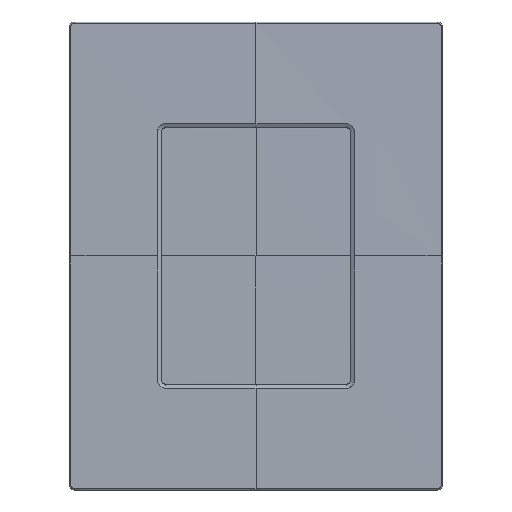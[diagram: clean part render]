
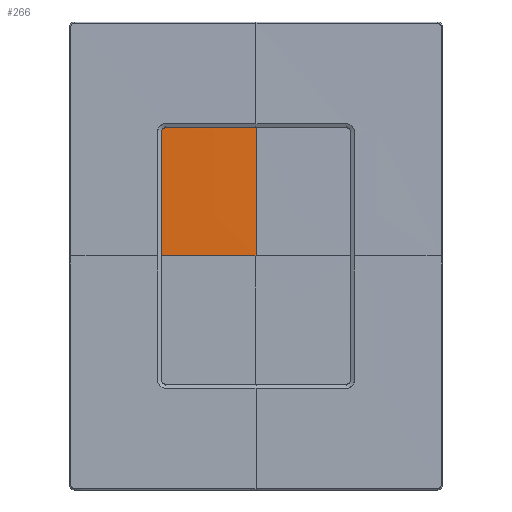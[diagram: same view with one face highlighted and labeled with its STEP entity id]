
A CAD part, top view. The second image highlights one B-rep face of the part: STEP entity #266.
In plain terms, the highlighted free-form (B-spline) face has degree [5, 5] with [10, 8] control points.
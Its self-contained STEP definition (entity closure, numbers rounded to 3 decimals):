
#266=ADVANCED_FACE('extract',(#337),#1845,.T.);
#337=FACE_OUTER_BOUND('',#1166,.T.);
#681=ORIENTED_EDGE('',*,*,#877,.T.);
#682=ORIENTED_EDGE('',*,*,#863,.F.);
#683=ORIENTED_EDGE('',*,*,#858,.T.);
#684=ORIENTED_EDGE('',*,*,#862,.T.);
#685=ORIENTED_EDGE('',*,*,#878,.F.);
#858=EDGE_CURVE('158',#1085,#1084,#968,.T.);
#862=EDGE_CURVE('162',#1084,#1087,#970,.T.);
#863=EDGE_CURVE('163',#1085,#1088,#971,.T.);
#877=EDGE_CURVE('177',#1096,#1088,#980,.T.);
#878=EDGE_CURVE('178',#1096,#1087,#981,.T.);
#968=B_SPLINE_CURVE_WITH_KNOTS('',3,(#2900,#2901,#2902,#2903,#2904,#2905,#2906,#2907,#2908,#2909,#2910,#2911,#2912,#2898),.UNSPECIFIED.,.F.,.U.,(4,1,1,1,1,1,1,1,1,1,1,4),(0.,0.068,0.137,0.207,0.277,0.35,0.424,0.5,0.65,0.812,0.907,1.),.UNSPECIFIED.);
#970=B_SPLINE_CURVE_WITH_KNOTS('',3,(#2898,#2918,#2919,#2915),.UNSPECIFIED.,.F.,.U.,(4,4),(0.,1.),.UNSPECIFIED.);
#971=B_SPLINE_CURVE_WITH_KNOTS('',2,(#2899,#2922,#2923,#2924,#2921),.UNSPECIFIED.,.F.,.U.,(3,2,3),(0.,0.5,1.),.UNSPECIFIED.);
#980=B_SPLINE_CURVE_WITH_KNOTS('',3,(#3064,#3065,#3066,#3067,#3068,#2921),.UNSPECIFIED.,.F.,.U.,(4,2,4),(0.,0.5,1.),.UNSPECIFIED.);
#981=B_SPLINE_CURVE_WITH_KNOTS('',3,(#3064,#3069,#3070,#3071,#3072,#2915),.UNSPECIFIED.,.F.,.U.,(4,2,4),(0.,0.5,1.),.UNSPECIFIED.);
#1084=VERTEX_POINT('101',#2898);
#1085=VERTEX_POINT('102',#2899);
#1087=VERTEX_POINT('104',#2915);
#1088=VERTEX_POINT('105',#2921);
#1096=VERTEX_POINT('113',#3064);
#1166=EDGE_LOOP('',(#681,#682,#683,#684,#685));
#1845=B_SPLINE_SURFACE_WITH_KNOTS('',5,5,((#2984,#2985,#2986,#2987,#2988,#2989,#2990,#2991),(#2992,#2993,#2994,#2995,#2996,#2997,#2998,#2999),(#3000,#3001,#3002,#3003,#3004,#3005,#3006,#3007),(#3008,#3009,#3010,#3011,#3012,#3013,#3014,#3015),(#3016,#3017,#3018,#3019,#3020,#3021,#3022,#3023),(#3024,#3025,#3026,#3027,#3028,#3029,#3030,#3031),(#3032,#3033,#3034,#3035,#3036,#3037,#3038,#3039),(#3040,#3041,#3042,#3043,#3044,#3045,#3046,#3047),(#3048,#3049,#3050,#3051,#3052,#3053,#3054,#3055),(#3056,#3057,#3058,#3059,#3060,#3061,#3062,#3063)),.UNSPECIFIED.,.F.,.F.,.U.,(6,2,2,6),(6,2,6),(0.,0.014,0.679,1.),(0.,0.552,1.),.UNSPECIFIED.);
#2898=CARTESIAN_POINT('',(-40.5,53.5,5.65));
#2899=CARTESIAN_POINT('',(-39.,55.,5.651));
#2900=CARTESIAN_POINT('',(-39.,55.,5.651));
#2901=CARTESIAN_POINT('',(-39.054,54.998,5.651));
#2902=CARTESIAN_POINT('',(-39.161,54.995,5.65));
#2903=CARTESIAN_POINT('',(-39.321,54.967,5.65));
#2904=CARTESIAN_POINT('',(-39.48,54.923,5.649));
#2905=CARTESIAN_POINT('',(-39.635,54.861,5.649));
#2906=CARTESIAN_POINT('',(-39.785,54.781,5.649));
#2907=CARTESIAN_POINT('',(-39.929,54.682,5.649));
#2908=CARTESIAN_POINT('',(-40.106,54.525,5.648));
#2909=CARTESIAN_POINT('',(-40.295,54.283,5.648));
#2910=CARTESIAN_POINT('',(-40.427,53.989,5.649));
#2911=CARTESIAN_POINT('',(-40.489,53.72,5.649));
#2912=CARTESIAN_POINT('',(-40.496,53.573,5.65));
#2915=CARTESIAN_POINT('',(-40.5,0.,5.719));
#2918=CARTESIAN_POINT('',(-40.5,35.667,5.694));
#2919=CARTESIAN_POINT('',(-40.5,17.833,5.719));
#2921=CARTESIAN_POINT('',(0.,55.,5.722));
#2922=CARTESIAN_POINT('',(-28.164,55.,5.684));
#2923=CARTESIAN_POINT('',(-19.5,55.,5.701));
#2924=CARTESIAN_POINT('',(-9.099,55.,5.722));
#2984=CARTESIAN_POINT('',(-40.743,55.338,5.644));
#2985=CARTESIAN_POINT('',(-36.219,55.337,5.659));
#2986=CARTESIAN_POINT('',(-31.696,55.336,5.672));
#2987=CARTESIAN_POINT('',(-23.496,55.335,5.694));
#2988=CARTESIAN_POINT('',(-15.297,55.333,5.71));
#2989=CARTESIAN_POINT('',(-7.097,55.331,5.721));
#2990=CARTESIAN_POINT('',(-3.422,55.331,5.721));
#2991=CARTESIAN_POINT('',(0.254,55.33,5.721));
#2992=CARTESIAN_POINT('',(-40.743,55.182,5.645));
#2993=CARTESIAN_POINT('',(-36.219,55.181,5.659));
#2994=CARTESIAN_POINT('',(-31.696,55.18,5.673));
#2995=CARTESIAN_POINT('',(-23.496,55.178,5.694));
#2996=CARTESIAN_POINT('',(-15.297,55.177,5.711));
#2997=CARTESIAN_POINT('',(-7.097,55.175,5.721));
#2998=CARTESIAN_POINT('',(-3.422,55.174,5.721));
#2999=CARTESIAN_POINT('',(0.254,55.174,5.722));
#3000=CARTESIAN_POINT('',(-40.743,55.026,5.645));
#3001=CARTESIAN_POINT('',(-36.219,55.025,5.66));
#3002=CARTESIAN_POINT('',(-31.696,55.024,5.673));
#3003=CARTESIAN_POINT('',(-23.496,55.022,5.695));
#3004=CARTESIAN_POINT('',(-15.297,55.02,5.711));
#3005=CARTESIAN_POINT('',(-7.097,55.019,5.722));
#3006=CARTESIAN_POINT('',(-3.422,55.018,5.722));
#3007=CARTESIAN_POINT('',(0.254,55.017,5.722));
#3008=CARTESIAN_POINT('',(-40.744,47.467,5.664));
#3009=CARTESIAN_POINT('',(-36.221,47.466,5.68));
#3010=CARTESIAN_POINT('',(-31.697,47.465,5.695));
#3011=CARTESIAN_POINT('',(-23.498,47.463,5.719));
#3012=CARTESIAN_POINT('',(-15.298,47.462,5.736));
#3013=CARTESIAN_POINT('',(-7.099,47.46,5.748));
#3014=CARTESIAN_POINT('',(-3.423,47.459,5.748));
#3015=CARTESIAN_POINT('',(0.253,47.459,5.748));
#3016=CARTESIAN_POINT('',(-40.746,39.908,5.68));
#3017=CARTESIAN_POINT('',(-36.222,39.907,5.698));
#3018=CARTESIAN_POINT('',(-31.699,39.906,5.713));
#3019=CARTESIAN_POINT('',(-23.499,39.905,5.739));
#3020=CARTESIAN_POINT('',(-15.3,39.903,5.756));
#3021=CARTESIAN_POINT('',(-7.101,39.901,5.768));
#3022=CARTESIAN_POINT('',(-3.425,39.901,5.768));
#3023=CARTESIAN_POINT('',(0.251,39.9,5.768));
#3024=CARTESIAN_POINT('',(-40.748,28.774,5.7));
#3025=CARTESIAN_POINT('',(-36.225,28.774,5.718));
#3026=CARTESIAN_POINT('',(-31.701,28.773,5.735));
#3027=CARTESIAN_POINT('',(-23.502,28.771,5.761));
#3028=CARTESIAN_POINT('',(-15.302,28.769,5.779));
#3029=CARTESIAN_POINT('',(-7.103,28.768,5.789));
#3030=CARTESIAN_POINT('',(-3.427,28.767,5.789));
#3031=CARTESIAN_POINT('',(0.249,28.766,5.79));
#3032=CARTESIAN_POINT('',(-40.75,17.797,5.712));
#3033=CARTESIAN_POINT('',(-36.227,17.796,5.731));
#3034=CARTESIAN_POINT('',(-31.703,17.795,5.748));
#3035=CARTESIAN_POINT('',(-23.504,17.794,5.774));
#3036=CARTESIAN_POINT('',(-15.304,17.792,5.79));
#3037=CARTESIAN_POINT('',(-7.105,17.791,5.799));
#3038=CARTESIAN_POINT('',(-3.429,17.79,5.799));
#3039=CARTESIAN_POINT('',(0.247,17.789,5.799));
#3040=CARTESIAN_POINT('',(-40.753,6.82,5.718));
#3041=CARTESIAN_POINT('',(-36.229,6.819,5.737));
#3042=CARTESIAN_POINT('',(-31.705,6.818,5.754));
#3043=CARTESIAN_POINT('',(-23.506,6.816,5.78));
#3044=CARTESIAN_POINT('',(-15.307,6.815,5.795));
#3045=CARTESIAN_POINT('',(-7.107,6.813,5.8));
#3046=CARTESIAN_POINT('',(-3.431,6.812,5.8));
#3047=CARTESIAN_POINT('',(0.244,6.812,5.8));
#3048=CARTESIAN_POINT('',(-40.753,3.245,5.718));
#3049=CARTESIAN_POINT('',(-36.23,3.244,5.737));
#3050=CARTESIAN_POINT('',(-31.706,3.243,5.754));
#3051=CARTESIAN_POINT('',(-23.507,3.242,5.78));
#3052=CARTESIAN_POINT('',(-15.307,3.24,5.795));
#3053=CARTESIAN_POINT('',(-7.108,3.238,5.8));
#3054=CARTESIAN_POINT('',(-3.432,3.237,5.8));
#3055=CARTESIAN_POINT('',(0.244,3.237,5.8));
#3056=CARTESIAN_POINT('',(-40.754,-0.33,5.718));
#3057=CARTESIAN_POINT('',(-36.23,-0.331,5.737));
#3058=CARTESIAN_POINT('',(-31.707,-0.332,5.754));
#3059=CARTESIAN_POINT('',(-23.507,-0.333,5.78));
#3060=CARTESIAN_POINT('',(-15.308,-0.335,5.796));
#3061=CARTESIAN_POINT('',(-7.109,-0.337,5.8));
#3062=CARTESIAN_POINT('',(-3.433,-0.337,5.8));
#3063=CARTESIAN_POINT('',(0.243,-0.338,5.8));
#3064=CARTESIAN_POINT('',(0.,0.,5.8));
#3065=CARTESIAN_POINT('',(0.,9.167,5.8));
#3066=CARTESIAN_POINT('',(0.,18.333,5.799));
#3067=CARTESIAN_POINT('',(0.,36.667,5.775));
#3068=CARTESIAN_POINT('',(0.,45.833,5.753));
#3069=CARTESIAN_POINT('',(-6.75,0.,5.8));
#3070=CARTESIAN_POINT('',(-13.5,0.,5.797));
#3071=CARTESIAN_POINT('',(-27.,0.,5.77));
#3072=CARTESIAN_POINT('',(-33.75,0.,5.747));
